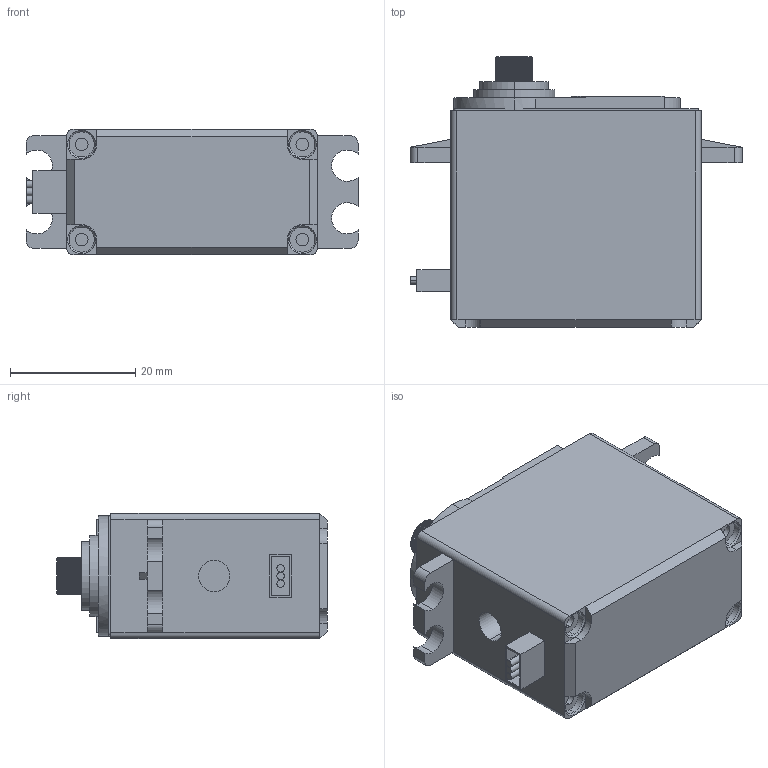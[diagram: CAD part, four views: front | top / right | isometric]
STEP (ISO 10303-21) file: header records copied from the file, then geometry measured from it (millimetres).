
FILE_DESCRIPTION (( 'STEP AP214' ), '1' );
FILE_NAME ('FS5106R.STEP', '2022-01-13T22:18:13', ( '' ), ( '' ), 'SwSTEP 2.0', 'SolidWorks 2020', '' );
FILE_SCHEMA (( 'AUTOMOTIVE_DESIGN' ));
Length unit declared in the file: millimetre
Products named in the file (1): FS5106R
Bounding box: 53 x 43.2 x 20 mm (x, y, z)
Volume: 29345.3 mm3; surface area: 7091.6 mm2
Topology: 1 solids, 1 shells, 462 faces, 1286 edges, 847 vertices
Faces by surface type: plane 383, cylinder 69, cone 10
Entity records: 17995 total; most frequent: CARTESIAN_POINT 2596, ORIENTED_EDGE 2572, DIRECTION 2365, EDGE_CURVE 1286, VECTOR 1133, LINE 1133, VERTEX_POINT 847, AXIS2_PLACEMENT_3D 616
